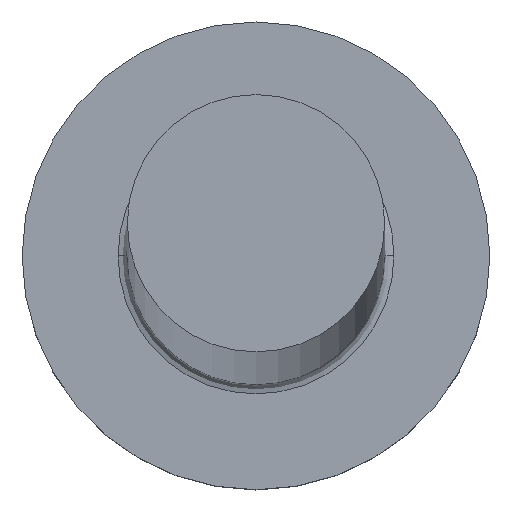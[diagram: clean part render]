
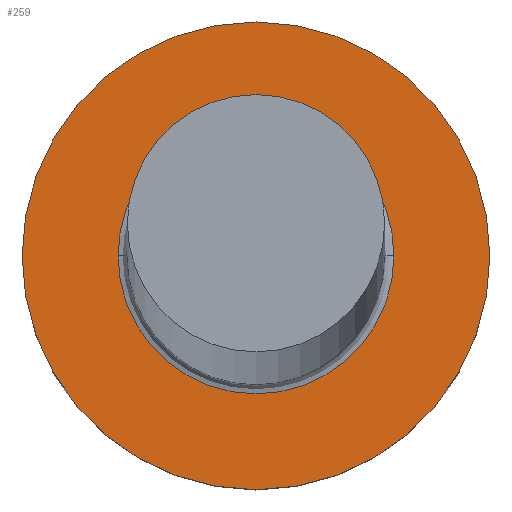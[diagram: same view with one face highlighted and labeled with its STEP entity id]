
A CAD part, top view. The second image highlights one B-rep face of the part: STEP entity #259.
In plain terms, the highlighted planar face has unit normal (0, 0, 1).
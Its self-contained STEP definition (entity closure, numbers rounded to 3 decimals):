
#2 = CIRCLE ( 'NONE', #59, 2.95 ) ;
#10 = DIRECTION ( 'NONE',  ( 1., 0., 0. ) ) ;
#12 = CARTESIAN_POINT ( 'NONE',  ( 0., 0., 3. ) ) ;
#13 = VERTEX_POINT ( 'NONE', #20 ) ;
#20 = CARTESIAN_POINT ( 'NONE',  ( -2.95, 0., 3. ) ) ;
#31 = DIRECTION ( 'NONE',  ( 1., 0., 0. ) ) ;
#36 = CIRCLE ( 'NONE', #125, 5. ) ;
#37 = CIRCLE ( 'NONE', #264, 5. ) ;
#47 = ORIENTED_EDGE ( 'NONE', *, *, #176, .T. ) ;
#57 = DIRECTION ( 'NONE',  ( 1., 0., 0. ) ) ;
#59 = AXIS2_PLACEMENT_3D ( 'NONE', #250, #66, #10 ) ;
#63 = VERTEX_POINT ( 'NONE', #115 ) ;
#64 = CARTESIAN_POINT ( 'NONE',  ( 0., 0., 3. ) ) ;
#66 = DIRECTION ( 'NONE',  ( 0., 0., -1. ) ) ;
#79 = CARTESIAN_POINT ( 'NONE',  ( 0., 0., 3. ) ) ;
#80 = DIRECTION ( 'NONE',  ( 1., 0., 0. ) ) ;
#84 = DIRECTION ( 'NONE',  ( 0., 0., -1. ) ) ;
#103 = DIRECTION ( 'NONE',  ( 1., 0., 0. ) ) ;
#106 = DIRECTION ( 'NONE',  ( 0., 0., 1. ) ) ;
#109 = FACE_BOUND ( 'NONE', #128, .T. ) ;
#110 = VERTEX_POINT ( 'NONE', #147 ) ;
#111 = PLANE ( 'NONE',  #114 ) ;
#114 = AXIS2_PLACEMENT_3D ( 'NONE', #12, #106, #103 ) ;
#115 = CARTESIAN_POINT ( 'NONE',  ( 5., 0., 3. ) ) ;
#125 = AXIS2_PLACEMENT_3D ( 'NONE', #79, #206, #80 ) ;
#128 = EDGE_LOOP ( 'NONE', ( #47, #257 ) ) ;
#130 = ORIENTED_EDGE ( 'NONE', *, *, #269, .T. ) ;
#139 = EDGE_CURVE ( 'NONE', #13, #190, #282, .T. ) ;
#144 = CARTESIAN_POINT ( 'NONE',  ( 2.95, 0., 3. ) ) ;
#147 = CARTESIAN_POINT ( 'NONE',  ( -5., 0., 3. ) ) ;
#176 = EDGE_CURVE ( 'NONE', #190, #13, #2, .T. ) ;
#190 = VERTEX_POINT ( 'NONE', #144 ) ;
#203 = AXIS2_PLACEMENT_3D ( 'NONE', #244, #84, #57 ) ;
#206 = DIRECTION ( 'NONE',  ( 0., 0., 1. ) ) ;
#208 = DIRECTION ( 'NONE',  ( 0., 0., 1. ) ) ;
#210 = ORIENTED_EDGE ( 'NONE', *, *, #280, .T. ) ;
#229 = EDGE_LOOP ( 'NONE', ( #210, #130 ) ) ;
#231 = FACE_OUTER_BOUND ( 'NONE', #229, .T. ) ;
#244 = CARTESIAN_POINT ( 'NONE',  ( 0., 0., 3. ) ) ;
#250 = CARTESIAN_POINT ( 'NONE',  ( 0., 0., 3. ) ) ;
#257 = ORIENTED_EDGE ( 'NONE', *, *, #139, .T. ) ;
#259 = ADVANCED_FACE ( 'NONE', ( #109, #231 ), #111, .T. ) ;
#264 = AXIS2_PLACEMENT_3D ( 'NONE', #64, #208, #31 ) ;
#269 = EDGE_CURVE ( 'NONE', #63, #110, #37, .T. ) ;
#280 = EDGE_CURVE ( 'NONE', #110, #63, #36, .T. ) ;
#282 = CIRCLE ( 'NONE', #203, 2.95 ) ;
